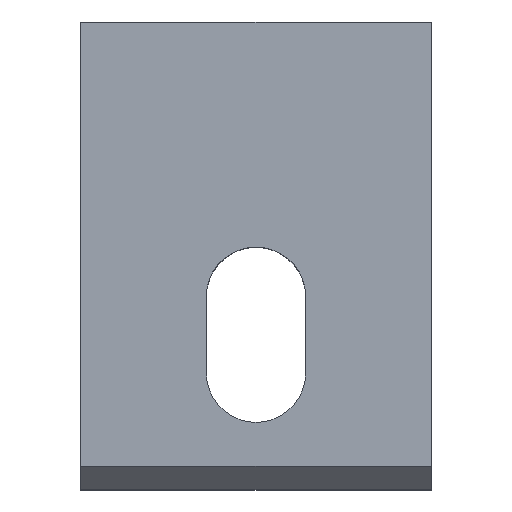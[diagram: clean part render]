
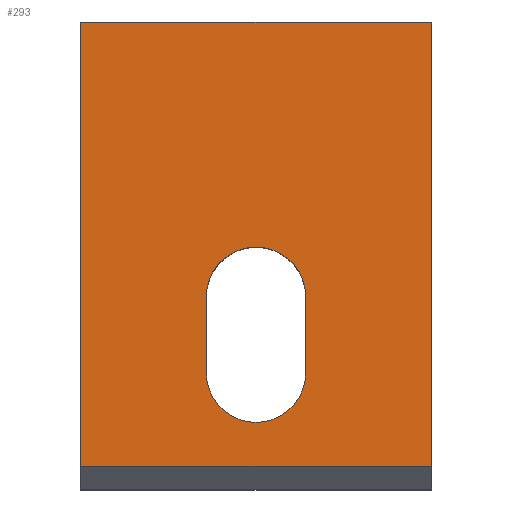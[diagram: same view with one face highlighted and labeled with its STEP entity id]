
A CAD part, top view. The second image highlights one B-rep face of the part: STEP entity #293.
In plain terms, the highlighted planar face has unit normal (0, 0, 1).
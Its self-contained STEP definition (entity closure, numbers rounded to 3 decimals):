
#16=FACE_BOUND('',#59,.T.);
#27=PLANE('',#332);
#42=FACE_OUTER_BOUND('',#58,.T.);
#58=EDGE_LOOP('',(#258,#259,#260,#261));
#59=EDGE_LOOP('',(#262,#263,#264,#265));
#65=LINE('',#424,#100);
#69=LINE('',#434,#104);
#71=LINE('',#440,#106);
#77=LINE('',#452,#112);
#94=LINE('',#486,#129);
#95=LINE('',#487,#130);
#100=VECTOR('',#348,10.);
#104=VECTOR('',#360,10.);
#106=VECTOR('',#364,10.);
#112=VECTOR('',#374,10.);
#129=VECTOR('',#403,10.);
#130=VECTOR('',#404,10.);
#133=CIRCLE('',#318,4.25);
#135=CIRCLE('',#322,4.25);
#138=VERTEX_POINT('',#415);
#139=VERTEX_POINT('',#417);
#141=VERTEX_POINT('',#423);
#143=VERTEX_POINT('',#429);
#145=VERTEX_POINT('',#437);
#146=VERTEX_POINT('',#439);
#150=VERTEX_POINT('',#451);
#161=VERTEX_POINT('',#485);
#164=EDGE_CURVE('',#139,#138,#133,.T.);
#167=EDGE_CURVE('',#141,#139,#65,.T.);
#170=EDGE_CURVE('',#143,#141,#135,.T.);
#173=EDGE_CURVE('',#138,#143,#69,.T.);
#175=EDGE_CURVE('',#145,#146,#71,.T.);
#181=EDGE_CURVE('',#146,#150,#77,.T.);
#198=EDGE_CURVE('',#161,#145,#94,.T.);
#199=EDGE_CURVE('',#150,#161,#95,.T.);
#258=ORIENTED_EDGE('',*,*,#175,.F.);
#259=ORIENTED_EDGE('',*,*,#198,.F.);
#260=ORIENTED_EDGE('',*,*,#199,.F.);
#261=ORIENTED_EDGE('',*,*,#181,.F.);
#262=ORIENTED_EDGE('',*,*,#170,.T.);
#263=ORIENTED_EDGE('',*,*,#167,.T.);
#264=ORIENTED_EDGE('',*,*,#164,.T.);
#265=ORIENTED_EDGE('',*,*,#173,.T.);
#293=ADVANCED_FACE('',(#42,#16),#27,.T.);
#318=AXIS2_PLACEMENT_3D('',#418,#342,#343);
#322=AXIS2_PLACEMENT_3D('',#430,#354,#355);
#332=AXIS2_PLACEMENT_3D('',#484,#401,#402);
#342=DIRECTION('center_axis',(0.,0.,-1.));
#343=DIRECTION('ref_axis',(1.,0.,0.));
#348=DIRECTION('',(0.,1.,0.));
#354=DIRECTION('center_axis',(0.,0.,-1.));
#355=DIRECTION('ref_axis',(-1.,0.,0.));
#360=DIRECTION('',(0.,-1.,0.));
#364=DIRECTION('',(-1.,0.,0.));
#374=DIRECTION('',(0.,1.,0.));
#401=DIRECTION('center_axis',(0.,0.,1.));
#402=DIRECTION('ref_axis',(0.,-1.,0.));
#403=DIRECTION('',(0.,-1.,0.));
#404=DIRECTION('',(1.,0.,0.));
#415=CARTESIAN_POINT('',(4.25,-3.5,15.8));
#417=CARTESIAN_POINT('',(-4.25,-3.5,15.8));
#418=CARTESIAN_POINT('Origin',(0.,-3.5,15.8));
#423=CARTESIAN_POINT('',(-4.25,-10.,15.8));
#424=CARTESIAN_POINT('',(-4.25,5.,15.8));
#429=CARTESIAN_POINT('',(4.25,-10.,15.8));
#430=CARTESIAN_POINT('Origin',(0.,-10.,15.8));
#434=CARTESIAN_POINT('',(4.25,8.25,15.8));
#437=CARTESIAN_POINT('',(15.,-18.,15.8));
#439=CARTESIAN_POINT('',(-15.,-18.,15.8));
#440=CARTESIAN_POINT('',(0.,-18.,15.8));
#451=CARTESIAN_POINT('',(-15.,20.,15.8));
#452=CARTESIAN_POINT('',(-15.,20.,15.8));
#484=CARTESIAN_POINT('Origin',(0.,20.,15.8));
#485=CARTESIAN_POINT('',(15.,20.,15.8));
#486=CARTESIAN_POINT('',(15.,20.,15.8));
#487=CARTESIAN_POINT('',(0.,20.,15.8));
